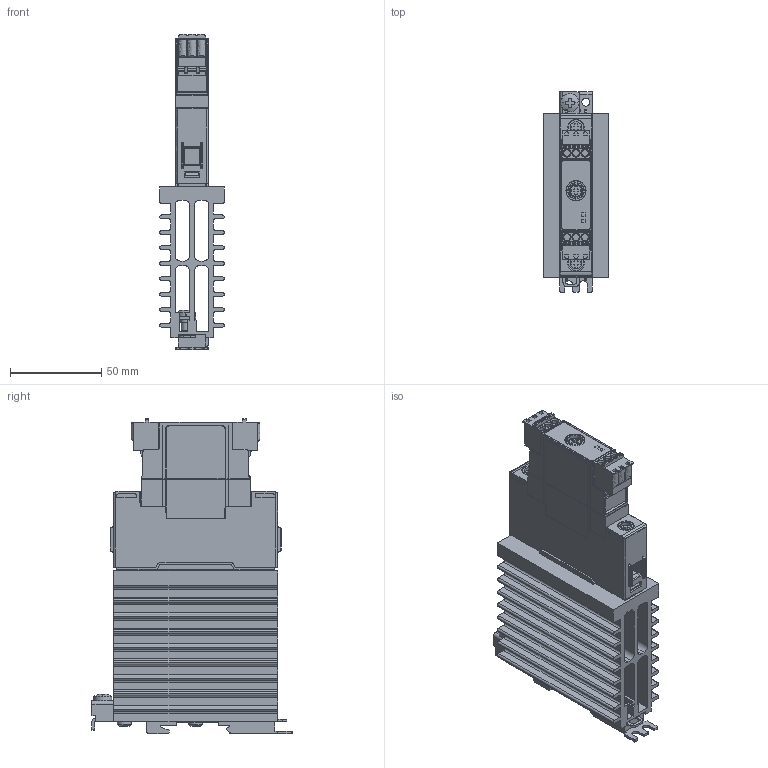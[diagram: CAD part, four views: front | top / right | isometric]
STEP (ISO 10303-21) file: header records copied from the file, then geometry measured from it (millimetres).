
FILE_DESCRIPTION((''),'2;1');
FILE_NAME('CGI1403-00.stp','2018-02-07T13:55:59',(''),(''),'Mechanical Desktop 2011','Mechanical Desktop 2011',', , ');
FILE_SCHEMA(('AUTOMOTIVE_DESIGN { 1 2 10303 214 1 1 1 1 }'));
Length unit declared in the file: millimetre
Products named in the file (2): Product; CGI1403-00-3D
Bounding box: 35.4 x 110 x 173.43 mm (x, y, z)
Volume: 220296.2 mm3; surface area: 91900.7 mm2
Topology: 1 solids, 3 shells, 1225 faces, 3513 edges, 2321 vertices
Faces by surface type: bspline 436, plane 414, cylinder 301, sphere 34, cone 21, torus 19
Entity records: 44556 total; most frequent: CARTESIAN_POINT 12978, ORIENTED_EDGE 6986, DIRECTION 6191, EDGE_CURVE 3493, VERTEX_POINT 2321, VECTOR 2231, LINE 2231, AXIS2_PLACEMENT_3D 1980
